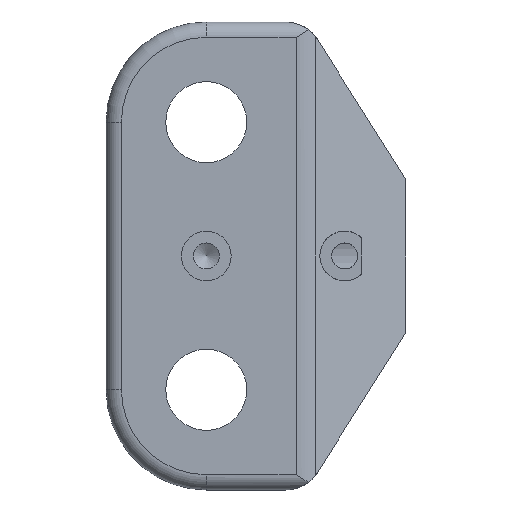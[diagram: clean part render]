
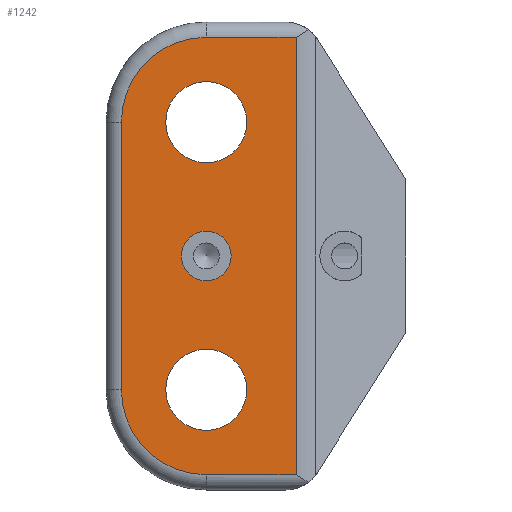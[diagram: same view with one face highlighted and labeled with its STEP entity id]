
A CAD part, left-side view. The second image highlights one B-rep face of the part: STEP entity #1242.
In plain terms, the highlighted planar face has unit normal (-1, 0, 0).
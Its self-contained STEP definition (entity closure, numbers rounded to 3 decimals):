
#78=CIRCLE('',#1339,3.25);
#89=CIRCLE('',#1363,11.1);
#92=CIRCLE('',#1368,11.1);
#94=CIRCLE('',#1371,5.3);
#95=CIRCLE('',#1372,5.3);
#135=FACE_BOUND('',#255,.T.);
#136=FACE_BOUND('',#256,.T.);
#137=FACE_BOUND('',#257,.T.);
#172=FACE_OUTER_BOUND('',#254,.T.);
#254=EDGE_LOOP('',(#923,#924,#925,#926,#927,#928));
#255=EDGE_LOOP('',(#929));
#256=EDGE_LOOP('',(#930));
#257=EDGE_LOOP('',(#931));
#344=LINE('',#1986,#437);
#345=LINE('',#1995,#438);
#351=LINE('',#2018,#444);
#352=LINE('',#2029,#445);
#437=VECTOR('',#1558,10.);
#438=VECTOR('',#1561,10.);
#444=VECTOR('',#1577,10.);
#445=VECTOR('',#1590,10.);
#547=VERTEX_POINT('',#1915);
#564=VERTEX_POINT('',#1980);
#565=VERTEX_POINT('',#1985);
#566=VERTEX_POINT('',#1994);
#570=VERTEX_POINT('',#2016);
#572=VERTEX_POINT('',#2021);
#574=VERTEX_POINT('',#2027);
#575=VERTEX_POINT('',#2035);
#576=VERTEX_POINT('',#2037);
#665=EDGE_CURVE('',#547,#547,#78,.T.);
#689=EDGE_CURVE('',#564,#565,#344,.T.);
#691=EDGE_CURVE('',#565,#566,#345,.T.);
#700=EDGE_CURVE('',#570,#564,#351,.T.);
#702=EDGE_CURVE('',#572,#570,#89,.T.);
#705=EDGE_CURVE('',#574,#572,#352,.T.);
#707=EDGE_CURVE('',#566,#574,#92,.T.);
#709=EDGE_CURVE('',#575,#575,#94,.T.);
#710=EDGE_CURVE('',#576,#576,#95,.T.);
#923=ORIENTED_EDGE('',*,*,#689,.F.);
#924=ORIENTED_EDGE('',*,*,#700,.F.);
#925=ORIENTED_EDGE('',*,*,#702,.F.);
#926=ORIENTED_EDGE('',*,*,#705,.F.);
#927=ORIENTED_EDGE('',*,*,#707,.F.);
#928=ORIENTED_EDGE('',*,*,#691,.F.);
#929=ORIENTED_EDGE('',*,*,#665,.T.);
#930=ORIENTED_EDGE('',*,*,#709,.T.);
#931=ORIENTED_EDGE('',*,*,#710,.T.);
#1192=PLANE('',#1370);
#1242=ADVANCED_FACE('',(#172,#135,#136,#137),#1192,.T.);
#1339=AXIS2_PLACEMENT_3D('',#1916,#1516,#1517);
#1363=AXIS2_PLACEMENT_3D('',#2023,#1582,#1583);
#1368=AXIS2_PLACEMENT_3D('',#2032,#1594,#1595);
#1370=AXIS2_PLACEMENT_3D('',#2034,#1598,#1599);
#1371=AXIS2_PLACEMENT_3D('',#2036,#1600,#1601);
#1372=AXIS2_PLACEMENT_3D('',#2038,#1602,#1603);
#1516=DIRECTION('center_axis',(1.,0.,0.));
#1517=DIRECTION('ref_axis',(0.,-1.,0.));
#1558=DIRECTION('',(0.,0.,-1.));
#1561=DIRECTION('',(0.,1.,0.));
#1577=DIRECTION('',(0.,-1.,0.));
#1582=DIRECTION('center_axis',(1.,0.,0.));
#1583=DIRECTION('ref_axis',(0.,0.707,0.707));
#1590=DIRECTION('',(0.,0.,1.));
#1594=DIRECTION('center_axis',(1.,0.,0.));
#1595=DIRECTION('ref_axis',(0.,0.707,-0.707));
#1598=DIRECTION('center_axis',(-1.,0.,0.));
#1599=DIRECTION('ref_axis',(0.,-1.,0.));
#1600=DIRECTION('center_axis',(1.,0.,0.));
#1601=DIRECTION('ref_axis',(0.,-1.,0.));
#1602=DIRECTION('center_axis',(1.,0.,0.));
#1603=DIRECTION('ref_axis',(0.,-1.,0.));
#1915=CARTESIAN_POINT('',(-72.975,189.096,378.967));
#1916=CARTESIAN_POINT('Origin',(-72.975,185.846,378.967));
#1980=CARTESIAN_POINT('',(-72.975,174.093,407.567));
#1985=CARTESIAN_POINT('',(-72.975,174.093,350.367));
#1986=CARTESIAN_POINT('',(-72.975,174.093,363.667));
#1994=CARTESIAN_POINT('',(-72.975,185.846,350.367));
#1995=CARTESIAN_POINT('',(-72.975,179.296,350.367));
#2016=CARTESIAN_POINT('',(-72.975,185.846,407.567));
#2018=CARTESIAN_POINT('',(-72.975,185.846,407.567));
#2021=CARTESIAN_POINT('',(-72.975,196.946,396.467));
#2023=CARTESIAN_POINT('Origin',(-72.975,185.846,396.467));
#2027=CARTESIAN_POINT('',(-72.975,196.946,361.467));
#2029=CARTESIAN_POINT('',(-72.975,196.946,370.217));
#2032=CARTESIAN_POINT('Origin',(-72.975,185.846,361.467));
#2034=CARTESIAN_POINT('Origin',(-72.975,185.846,378.967));
#2035=CARTESIAN_POINT('',(-72.975,191.146,396.467));
#2036=CARTESIAN_POINT('Origin',(-72.975,185.846,396.467));
#2037=CARTESIAN_POINT('',(-72.975,191.146,361.467));
#2038=CARTESIAN_POINT('Origin',(-72.975,185.846,361.467));
